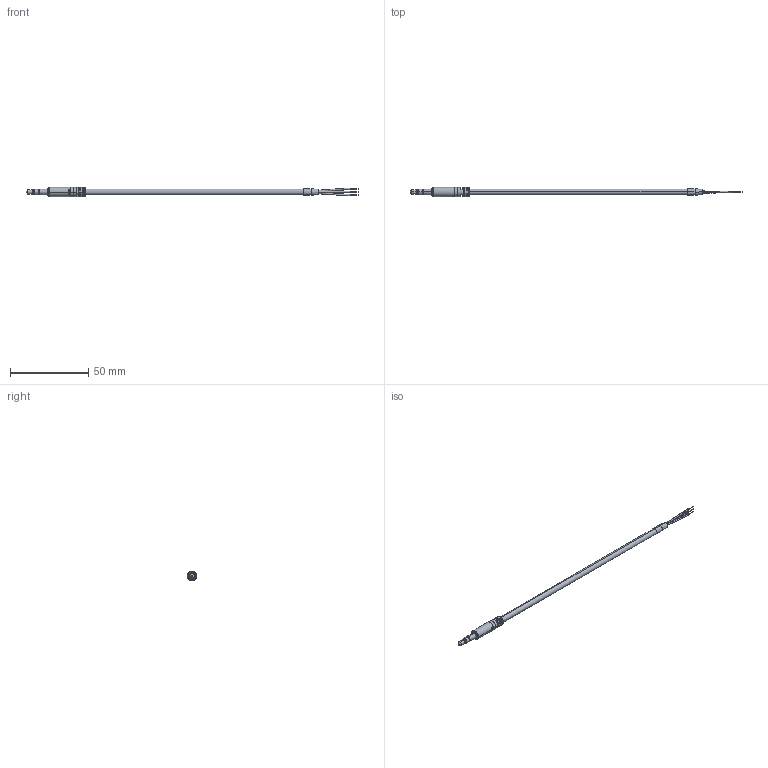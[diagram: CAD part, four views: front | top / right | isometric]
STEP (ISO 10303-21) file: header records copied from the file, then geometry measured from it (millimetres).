
FILE_DESCRIPTION (( 'STEP AP203' ), '1' );
FILE_NAME ('10-03196_revA.STEP', '2019-02-22T17:28:25', ( '' ), ( '' ), 'SwSTEP 2.0', 'SolidWorks 2015', '' );
FILE_SCHEMA (( 'CONFIG_CONTROL_DESIGN' ));
Length unit declared in the file: millimetre
Products named in the file (4): 10-03196_revA; 50-00396; 30-00177_s + t; 24-00028
Assembly tree (3 placements, depth 2):
  10-03196_revA
    30-00177_s + t
    24-00028
    50-00396
Bounding box: 212.4 x 6.1 x 6.1 mm (x, y, z)
Volume: 2617.1 mm3; surface area: 14932.3 mm2
Topology: 92 solids, 92 shells, 618 faces, 1239 edges, 820 vertices
Faces by surface type: cylinder 332, plane 242, bspline 30, cone 10, torus 4
Entity records: 18184 total; most frequent: CARTESIAN_POINT 4246, DIRECTION 3076, ORIENTED_EDGE 2478, AXIS2_PLACEMENT_3D 1328, EDGE_CURVE 1239, VERTEX_POINT 820, EDGE_LOOP 759, CIRCLE 734
